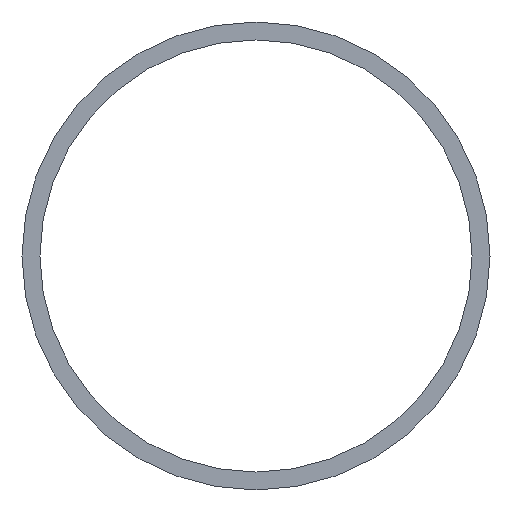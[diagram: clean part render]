
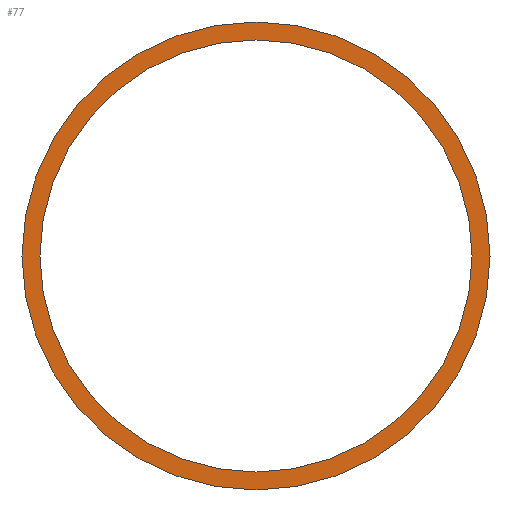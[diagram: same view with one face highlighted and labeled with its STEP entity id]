
A CAD part, left-side view. The second image highlights one B-rep face of the part: STEP entity #77.
In plain terms, the highlighted planar face has unit normal (-1, 0, 0).
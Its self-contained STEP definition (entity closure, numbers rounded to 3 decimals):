
#51 = EDGE_CURVE( '', #87, #91, #121, .T. );
#73 = EDGE_CURVE( '', #91, #87, #145, .T. );
#77 = ADVANCED_FACE( '', ( #150, #151 ), #152, .F. );
#83 = EDGE_CURVE( '', #89, #103, #159, .T. );
#87 = VERTEX_POINT( '', #163 );
#89 = VERTEX_POINT( '', #165 );
#91 = VERTEX_POINT( '', #167 );
#99 = EDGE_CURVE( '', #103, #89, #176, .T. );
#103 = VERTEX_POINT( '', #181 );
#121 = CIRCLE( '', #190, 177.5 );
#145 = CIRCLE( '', #224, 177.5 );
#150 = FACE_OUTER_BOUND( '', #229, .T. );
#151 = FACE_BOUND( '', #230, .T. );
#152 = PLANE( '', #231 );
#159 = CIRCLE( '', #239, 163.9 );
#163 = CARTESIAN_POINT( '', ( 0., 0., 177.5 ) );
#165 = CARTESIAN_POINT( '', ( 0., 0., -163.9 ) );
#167 = CARTESIAN_POINT( '', ( 0., 0., -177.5 ) );
#176 = CIRCLE( '', #259, 163.9 );
#181 = CARTESIAN_POINT( '', ( 0., 0., 163.9 ) );
#190 = AXIS2_PLACEMENT_3D( '', #266, #267, #268 );
#224 = AXIS2_PLACEMENT_3D( '', #288, #289, #290 );
#229 = EDGE_LOOP( '', ( #300, #301 ) );
#230 = EDGE_LOOP( '', ( #302, #303 ) );
#231 = AXIS2_PLACEMENT_3D( '', #304, #305, #306 );
#239 = AXIS2_PLACEMENT_3D( '', #315, #316, #317 );
#259 = AXIS2_PLACEMENT_3D( '', #332, #333, #334 );
#266 = CARTESIAN_POINT( '', ( 0., 0., 0. ) );
#267 = DIRECTION( '', ( 1., 0., 0. ) );
#268 = DIRECTION( '', ( 0., 0., -1. ) );
#288 = CARTESIAN_POINT( '', ( 0., 0., 0. ) );
#289 = DIRECTION( '', ( 1., 0., 0. ) );
#290 = DIRECTION( '', ( 0., 0., -1. ) );
#300 = ORIENTED_EDGE( '', *, *, #73, .F. );
#301 = ORIENTED_EDGE( '', *, *, #51, .F. );
#302 = ORIENTED_EDGE( '', *, *, #83, .T. );
#303 = ORIENTED_EDGE( '', *, *, #99, .T. );
#304 = CARTESIAN_POINT( '', ( 0., 0., 0. ) );
#305 = DIRECTION( '', ( 1., 0., 0. ) );
#306 = DIRECTION( '', ( 0., 0., -1. ) );
#315 = CARTESIAN_POINT( '', ( 0., 0., 0. ) );
#316 = DIRECTION( '', ( 1., 0., 0. ) );
#317 = DIRECTION( '', ( 0., 0., -1. ) );
#332 = CARTESIAN_POINT( '', ( 0., 0., 0. ) );
#333 = DIRECTION( '', ( 1., 0., 0. ) );
#334 = DIRECTION( '', ( 0., 0., -1. ) );
